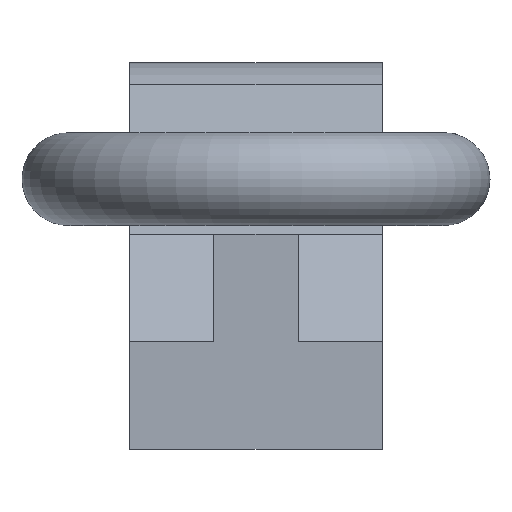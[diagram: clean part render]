
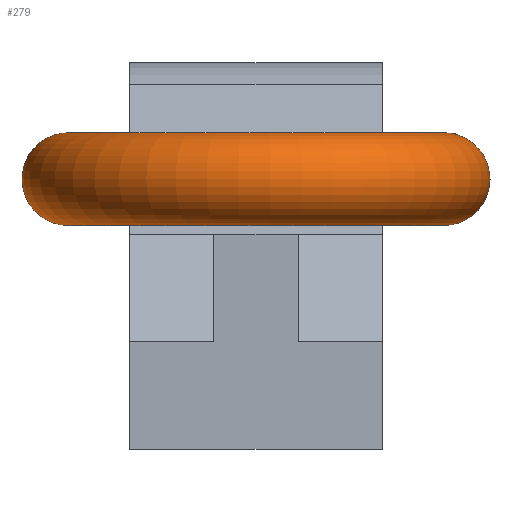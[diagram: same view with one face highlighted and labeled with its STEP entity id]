
A CAD part, left-side view. The second image highlights one B-rep face of the part: STEP entity #279.
In plain terms, the highlighted toroidal (fillet/blend) face has major radius 44.5 mm and minor radius 11 mm.
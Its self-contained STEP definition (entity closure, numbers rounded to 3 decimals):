
#23=TOROIDAL_SURFACE('',#2161,44.5,11.);
#106=FACE_BOUND('',#570,.T.);
#107=FACE_BOUND('',#571,.T.);
#121=CIRCLE('',#2136,11.);
#139=CIRCLE('',#2156,11.);
#279=ADVANCED_FACE('',(#106,#107),#23,.T.);
#570=EDGE_LOOP('',(#898));
#571=EDGE_LOOP('',(#899));
#898=ORIENTED_EDGE('',*,*,#1586,.F.);
#899=ORIENTED_EDGE('',*,*,#1516,.T.);
#1292=VERTEX_POINT('',#3108);
#1362=VERTEX_POINT('',#3313);
#1516=EDGE_CURVE('',#1292,#1292,#121,.T.);
#1586=EDGE_CURVE('',#1362,#1362,#139,.T.);
#2136=AXIS2_PLACEMENT_3D('',#3107,#2385,#2386);
#2156=AXIS2_PLACEMENT_3D('',#3312,#2464,#2465);
#2161=AXIS2_PLACEMENT_3D('',#3319,#2474,#2475);
#2385=DIRECTION('',(-1.,0.,0.));
#2386=DIRECTION('',(0.,0.,1.));
#2464=DIRECTION('',(1.,0.,0.));
#2465=DIRECTION('',(0.,0.,1.));
#2474=DIRECTION('',(0.,0.,-1.));
#2475=DIRECTION('',(0.,-1.,0.));
#3107=CARTESIAN_POINT('',(-58.,44.5,-0.6));
#3108=CARTESIAN_POINT('',(-58.,44.5,10.4));
#3312=CARTESIAN_POINT('',(-58.,-44.5,-0.6));
#3313=CARTESIAN_POINT('',(-58.,-44.5,10.4));
#3319=CARTESIAN_POINT('',(-58.,0.,-0.6));
